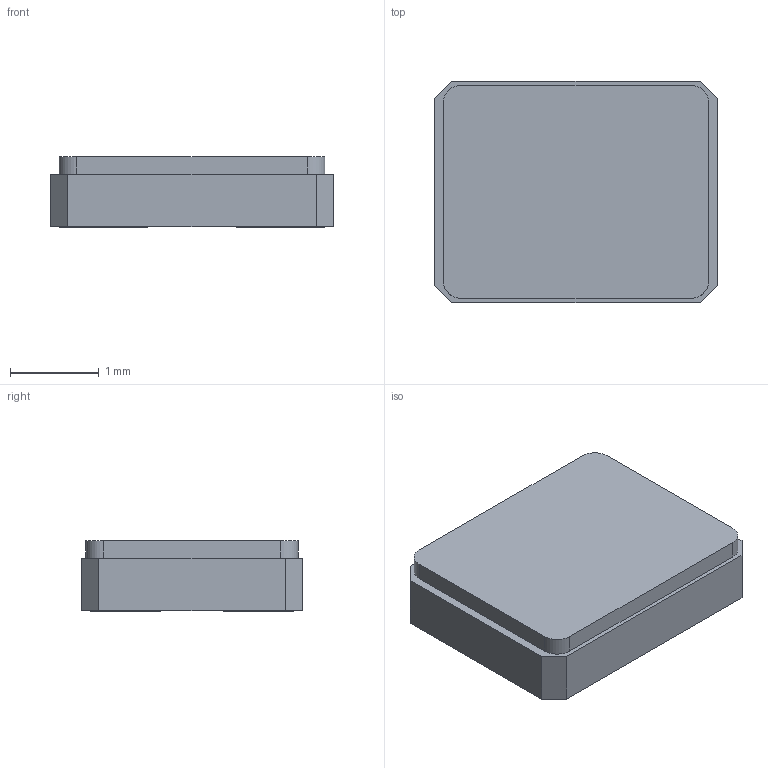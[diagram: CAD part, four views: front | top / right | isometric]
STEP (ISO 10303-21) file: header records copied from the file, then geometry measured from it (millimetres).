
FILE_DESCRIPTION(('CAx-IF Rec.Pracs.---Model Styling and Organization---1.5---2016-08-15','CAx-IF Rec.Pracs.---Geometric and Assembly Validation Properties---4.4---2016-08-17','CAx-IF Rec.Pracs.---User Defined Attributes---1.5---2016-08-15','CAx-IF Rec.Pracs.---External References---2.1---2005-01-19'),'2;1');
FILE_NAME('308785.step','2023-07-25T10:33:43',('Unspecified'),('Unspecified'),'CAD Exchanger 3.8.1 (cadexchanger.com)','Unspecified','');
FILE_SCHEMA(('AUTOMOTIVE_DESIGN { 1 0 10303 214 1 1 1 1 }'));
Length unit declared in the file: millimetre
Products named in the file (4): ASSEMBLY; solidBody; solidLid; solidTerminal
Assembly tree (3 placements, depth 2):
  ASSEMBLY
    solidBody
    solidLid
    solidTerminal
Bounding box: 3.2 x 2.5 x 0.8 mm (x, y, z)
Volume: 6.4 mm3; surface area: 46.2 mm2
Topology: 6 solids, 6 shells, 49 faces, 111 edges, 74 vertices
Faces by surface type: plane 45, cylinder 4
Entity records: 1439 total; most frequent: CARTESIAN_POINT 235, ORIENTED_EDGE 222, DIRECTION 219, EDGE_CURVE 111, LINE 103, VECTOR 103, VERTEX_POINT 74, AXIS2_PLACEMENT_3D 58
